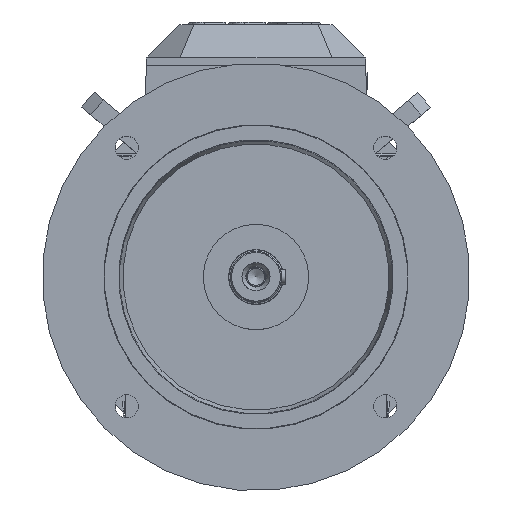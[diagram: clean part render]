
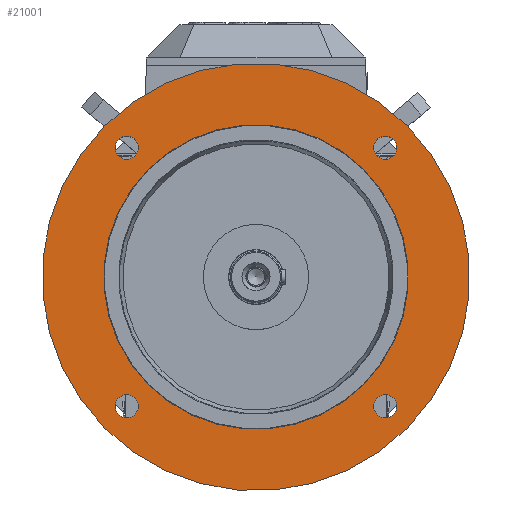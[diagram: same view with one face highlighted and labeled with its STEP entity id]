
A CAD part, top view. The second image highlights one B-rep face of the part: STEP entity #21001.
In plain terms, the highlighted planar face has unit normal (0, 0, 1).
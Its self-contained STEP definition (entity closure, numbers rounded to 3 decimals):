
#13459=FACE_BOUND('',#24380,.T.);
#13460=FACE_BOUND('',#24381,.T.);
#13461=FACE_BOUND('',#24382,.T.);
#13462=FACE_BOUND('',#24383,.T.);
#13463=FACE_BOUND('',#24384,.T.);
#13464=FACE_BOUND('',#24385,.T.);
#21001=ADVANCED_FACE('F2121',(#13459,#13460,#13461,#13462,#13463,#13464),
#21837,.T.);
#21837=PLANE('',#44254);
#24380=EDGE_LOOP('',(#30124));
#24381=EDGE_LOOP('',(#30125));
#24382=EDGE_LOOP('',(#30126));
#24383=EDGE_LOOP('',(#30127));
#24384=EDGE_LOOP('',(#30128));
#24385=EDGE_LOOP('',(#30129));
#30124=ORIENTED_EDGE('',*,*,#41384,.F.);
#30125=ORIENTED_EDGE('',*,*,#41385,.T.);
#30126=ORIENTED_EDGE('',*,*,#41382,.T.);
#30127=ORIENTED_EDGE('',*,*,#41379,.T.);
#30128=ORIENTED_EDGE('',*,*,#41377,.T.);
#30129=ORIENTED_EDGE('',*,*,#41374,.T.);
#35853=VERTEX_POINT('',#83305);
#35854=VERTEX_POINT('',#83309);
#35856=VERTEX_POINT('',#83315);
#35858=VERTEX_POINT('',#83321);
#35860=VERTEX_POINT('',#83327);
#35861=VERTEX_POINT('',#83329);
#41374=EDGE_CURVE('E2727',#35853,#35853,#42351,.T.);
#41377=EDGE_CURVE('E11',#35854,#35854,#42353,.T.);
#41379=EDGE_CURVE('E3838',#35856,#35856,#42354,.T.);
#41382=EDGE_CURVE('E3939',#35858,#35858,#42356,.T.);
#41384=EDGE_CURVE('E2525',#35860,#35860,#42358,.T.);
#41385=EDGE_CURVE('E4040',#35861,#35861,#42359,.T.);
#42351=CIRCLE('',#44241,125.);
#42353=CIRCLE('',#44244,9.5);
#42354=CIRCLE('',#44246,9.5);
#42356=CIRCLE('',#44249,9.5);
#42358=CIRCLE('',#44252,175.524);
#42359=CIRCLE('',#44253,9.5);
#44241=AXIS2_PLACEMENT_3D('',#83306,#50901,#50902);
#44244=AXIS2_PLACEMENT_3D('',#83312,#50908,#50909);
#44246=AXIS2_PLACEMENT_3D('',#83317,#50913,#50914);
#44249=AXIS2_PLACEMENT_3D('',#83323,#50920,#50921);
#44252=AXIS2_PLACEMENT_3D('',#83326,#50926,#50927);
#44253=AXIS2_PLACEMENT_3D('',#83328,#50928,#50929);
#44254=AXIS2_PLACEMENT_3D('',#83330,#50930,#50931);
#50901=DIRECTION('',(0.,0.,-1.));
#50902=DIRECTION('',(-1.,0.,0.));
#50908=DIRECTION('',(0.,0.,-1.));
#50909=DIRECTION('',(-1.,0.,0.));
#50913=DIRECTION('',(0.,0.,-1.));
#50914=DIRECTION('',(-1.,0.,0.));
#50920=DIRECTION('',(0.,0.,-1.));
#50921=DIRECTION('',(-1.,0.,0.));
#50926=DIRECTION('',(0.,0.,-1.));
#50927=DIRECTION('',(-1.,0.,0.));
#50928=DIRECTION('',(0.,0.,-1.));
#50929=DIRECTION('',(-1.,0.,0.));
#50930=DIRECTION('',(0.,0.,1.));
#50931=DIRECTION('',(1.,0.,0.));
#83305=CARTESIAN_POINT('',(88.388,88.388,79.));
#83306=CARTESIAN_POINT('',(0.,0.,79.));
#83309=CARTESIAN_POINT('',(115.566,106.066,79.));
#83312=CARTESIAN_POINT('',(106.066,106.066,79.));
#83315=CARTESIAN_POINT('',(-106.066,115.566,79.));
#83317=CARTESIAN_POINT('',(-106.066,106.066,79.));
#83321=CARTESIAN_POINT('',(-115.566,-106.066,79.));
#83323=CARTESIAN_POINT('',(-106.066,-106.066,79.));
#83326=CARTESIAN_POINT('',(0.,0.,79.));
#83327=CARTESIAN_POINT('',(124.114,124.114,79.));
#83328=CARTESIAN_POINT('',(106.066,-106.066,79.));
#83329=CARTESIAN_POINT('',(106.066,-115.566,79.));
#83330=CARTESIAN_POINT('',(-193.076,-193.076,79.));
